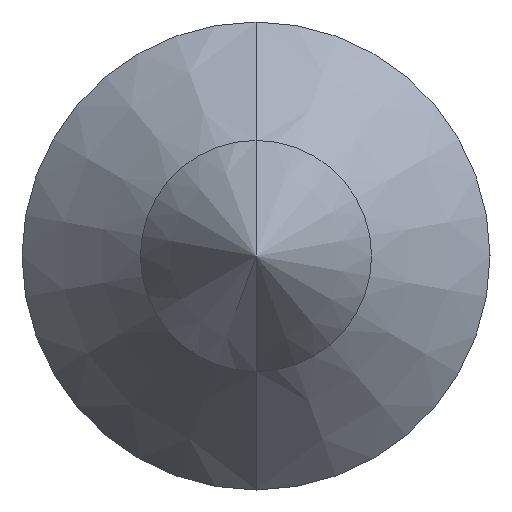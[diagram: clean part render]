
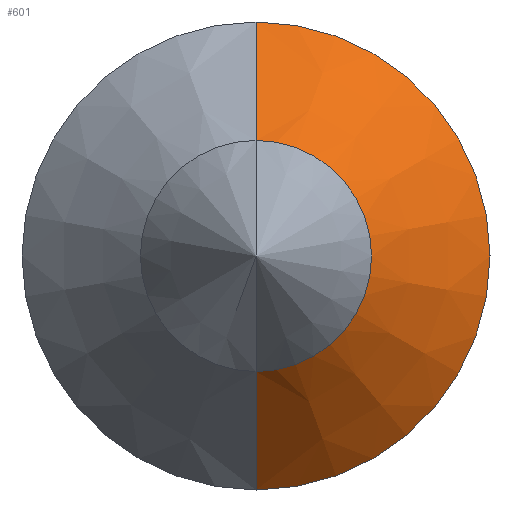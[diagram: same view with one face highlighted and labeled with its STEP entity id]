
A CAD part, front view. The second image highlights one B-rep face of the part: STEP entity #601.
In plain terms, the highlighted conical face has half-angle 41.711 degrees and reference radius 2 mm.
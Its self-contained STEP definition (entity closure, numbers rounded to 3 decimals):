
#31 = CARTESIAN_POINT ( 'NONE',  ( 0., 5.5, -2. ) ) ;
#60 = CARTESIAN_POINT ( 'NONE',  ( 0., 7.8, 4.05 ) ) ;
#63 = CARTESIAN_POINT ( 'NONE',  ( 0., 5.5, 2. ) ) ;
#71 = CARTESIAN_POINT ( 'NONE',  ( 0., 5.5, -2. ) ) ;
#74 = CARTESIAN_POINT ( 'NONE',  ( 0., 5.5, 0. ) ) ;
#75 = DIRECTION ( 'NONE',  ( 0., 1., 0. ) ) ;
#76 = DIRECTION ( 'NONE',  ( 0., 0., 1. ) ) ;
#105 = AXIS2_PLACEMENT_3D ( 'NONE', #695, #690, #692 ) ;
#115 = ORIENTED_EDGE ( 'NONE', *, *, #210, .F. ) ;
#116 = ORIENTED_EDGE ( 'NONE', *, *, #209, .F. ) ;
#117 = ORIENTED_EDGE ( 'NONE', *, *, #208, .T. ) ;
#118 = ORIENTED_EDGE ( 'NONE', *, *, #205, .T. ) ;
#126 = VERTEX_POINT ( 'NONE', #128 ) ;
#128 = CARTESIAN_POINT ( 'NONE',  ( 0., 7.8, -4.05 ) ) ;
#129 = CARTESIAN_POINT ( 'NONE',  ( 0., 7.8, 0. ) ) ;
#164 = EDGE_LOOP ( 'NONE', ( #118, #117, #116, #115 ) ) ;
#205 = EDGE_CURVE ( 'NONE', #421, #425, #461, .T. ) ;
#208 = EDGE_CURVE ( 'NONE', #425, #126, #460, .T. ) ;
#209 = EDGE_CURVE ( 'NONE', #412, #126, #466, .T. ) ;
#210 = EDGE_CURVE ( 'NONE', #421, #412, #458, .T. ) ;
#220 = DIRECTION ( 'NONE',  ( 0., 1., 0. ) ) ;
#221 = DIRECTION ( 'NONE',  ( 0., 0., 1. ) ) ;
#227 = DIRECTION ( 'NONE',  ( 0., 0.747, 0.665 ) ) ;
#229 = DIRECTION ( 'NONE',  ( 0., 0.747, -0.665 ) ) ;
#231 = CARTESIAN_POINT ( 'NONE',  ( 0., 5.5, 2. ) ) ;
#384 = AXIS2_PLACEMENT_3D ( 'NONE', #74, #75, #76 ) ;
#385 = AXIS2_PLACEMENT_3D ( 'NONE', #129, #220, #221 ) ;
#412 = VERTEX_POINT ( 'NONE', #60 ) ;
#421 = VERTEX_POINT ( 'NONE', #63 ) ;
#425 = VERTEX_POINT ( 'NONE', #31 ) ;
#458 = LINE ( 'NONE', #231, #470 ) ;
#460 = LINE ( 'NONE', #71, #467 ) ;
#461 = CIRCLE ( 'NONE', #384, 2. ) ;
#466 = CIRCLE ( 'NONE', #385, 4.05 ) ;
#467 = VECTOR ( 'NONE', #229, 1000. ) ;
#470 = VECTOR ( 'NONE', #227, 1000. ) ;
#538 = FACE_OUTER_BOUND ( 'NONE', #164, .T. ) ;
#549 = CONICAL_SURFACE ( 'NONE', #105, 2., 0.728 ) ;
#601 = ADVANCED_FACE ( 'NONE', ( #538 ), #549, .T. ) ;
#690 = DIRECTION ( 'NONE',  ( 0., 1., 0. ) ) ;
#692 = DIRECTION ( 'NONE',  ( 0., 0., 1. ) ) ;
#695 = CARTESIAN_POINT ( 'NONE',  ( 0., 5.5, 0. ) ) ;
